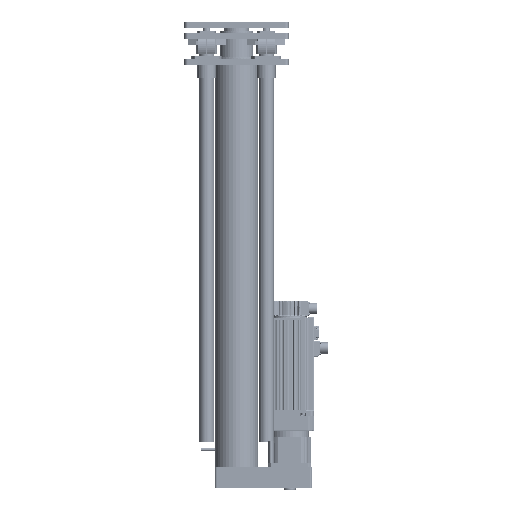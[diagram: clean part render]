
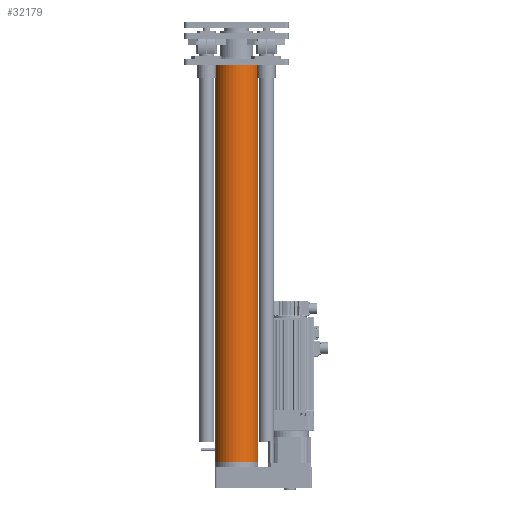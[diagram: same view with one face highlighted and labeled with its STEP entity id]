
A CAD part, top view. The second image highlights one B-rep face of the part: STEP entity #32179.
In plain terms, the highlighted cylindrical face has radius 57.5 mm (diameter 115 mm), a partial arc.
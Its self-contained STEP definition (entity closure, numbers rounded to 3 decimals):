
#5072 = LINE ( 'NONE', #63680, #116424 ) ;
#8187 = ORIENTED_EDGE ( 'NONE', *, *, #85522, .F. ) ;
#15225 = DIRECTION ( 'NONE',  ( 0., 0., -1. ) ) ;
#18829 = EDGE_CURVE ( 'NONE', #125031, #78476, #5072, .T. ) ;
#19039 = DIRECTION ( 'NONE',  ( 1., 0., 0. ) ) ;
#21301 = DIRECTION ( 'NONE',  ( 1., 0., 0. ) ) ;
#22798 = LINE ( 'NONE', #91680, #40522 ) ;
#23259 = EDGE_CURVE ( 'NONE', #78476, #49563, #77527, .T. ) ;
#26126 = EDGE_CURVE ( 'NONE', #125031, #48632, #63644, .T. ) ;
#32179 = ADVANCED_FACE ( 'NONE', ( #83500 ), #122230, .T. ) ;
#36960 = AXIS2_PLACEMENT_3D ( 'NONE', #109562, #68975, #21301 ) ;
#40477 = AXIS2_PLACEMENT_3D ( 'NONE', #116989, #127307, #19039 ) ;
#40522 = VECTOR ( 'NONE', #63970, 1000. ) ;
#48632 = VERTEX_POINT ( 'NONE', #100435 ) ;
#49563 = VERTEX_POINT ( 'NONE', #123307 ) ;
#53398 = DIRECTION ( 'NONE',  ( 0., 0., -1. ) ) ;
#63644 = CIRCLE ( 'NONE', #36960, 57.5 ) ;
#63680 = CARTESIAN_POINT ( 'NONE',  ( 57.5, 0., 1081. ) ) ;
#63970 = DIRECTION ( 'NONE',  ( 0., 0., -1. ) ) ;
#68975 = DIRECTION ( 'NONE',  ( 0., 0., 1. ) ) ;
#77527 = CIRCLE ( 'NONE', #40477, 57.5 ) ;
#78476 = VERTEX_POINT ( 'NONE', #122421 ) ;
#83500 = FACE_OUTER_BOUND ( 'NONE', #126935, .T. ) ;
#84767 = DIRECTION ( 'NONE',  ( -1., 0., 0. ) ) ;
#85522 = EDGE_CURVE ( 'NONE', #48632, #49563, #22798, .T. ) ;
#91680 = CARTESIAN_POINT ( 'NONE',  ( -57.5, 0., 1081. ) ) ;
#92250 = CARTESIAN_POINT ( 'NONE',  ( 57.5, 0., 1066. ) ) ;
#93218 = AXIS2_PLACEMENT_3D ( 'NONE', #95052, #15225, #84767 ) ;
#95052 = CARTESIAN_POINT ( 'NONE',  ( 0., 0., 1081. ) ) ;
#95664 = ORIENTED_EDGE ( 'NONE', *, *, #18829, .T. ) ;
#95703 = ORIENTED_EDGE ( 'NONE', *, *, #26126, .F. ) ;
#100435 = CARTESIAN_POINT ( 'NONE',  ( -57.5, 0., 1066. ) ) ;
#109562 = CARTESIAN_POINT ( 'NONE',  ( 0., 0., 1066. ) ) ;
#116424 = VECTOR ( 'NONE', #53398, 1000. ) ;
#116989 = CARTESIAN_POINT ( 'NONE',  ( 0., 0., 0. ) ) ;
#119461 = ORIENTED_EDGE ( 'NONE', *, *, #23259, .T. ) ;
#122230 = CYLINDRICAL_SURFACE ( 'NONE', #93218, 57.5 ) ;
#122421 = CARTESIAN_POINT ( 'NONE',  ( 57.5, 0., 0. ) ) ;
#123307 = CARTESIAN_POINT ( 'NONE',  ( -57.5, 0., 0. ) ) ;
#125031 = VERTEX_POINT ( 'NONE', #92250 ) ;
#126935 = EDGE_LOOP ( 'NONE', ( #95703, #95664, #119461, #8187 ) ) ;
#127307 = DIRECTION ( 'NONE',  ( 0., 0., 1. ) ) ;
